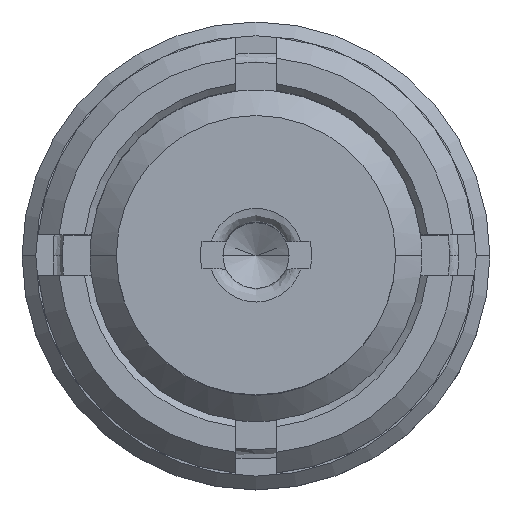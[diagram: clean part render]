
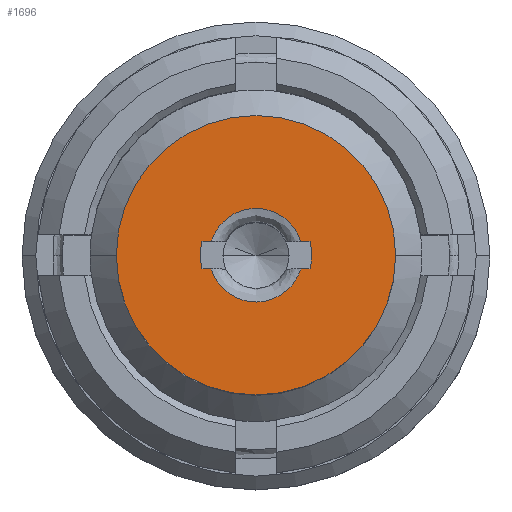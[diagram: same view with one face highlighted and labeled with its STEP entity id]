
A CAD part, top view. The second image highlights one B-rep face of the part: STEP entity #1696.
In plain terms, the highlighted planar face has unit normal (0, 0, 1).
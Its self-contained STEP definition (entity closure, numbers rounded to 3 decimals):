
#22 = CARTESIAN_POINT ( 'NONE',  ( -0.205, -0.491, -0.025 ) ) ;
#273 = VERTEX_POINT ( 'NONE', #751 ) ;
#359 = ORIENTED_EDGE ( 'NONE', *, *, #5406, .T. ) ;
#388 = CARTESIAN_POINT ( 'NONE',  ( 1.015, 0., -0.025 ) ) ;
#509 = CARTESIAN_POINT ( 'NONE',  ( -0.405, -0.1, -0.025 ) ) ;
#521 = DIRECTION ( 'NONE',  ( 1., 0., 0. ) ) ;
#536 = ORIENTED_EDGE ( 'NONE', *, *, #4043, .F. ) ;
#617 = CARTESIAN_POINT ( 'NONE',  ( 0., 0., -0.025 ) ) ;
#671 = DIRECTION ( 'NONE',  ( -1., 0., 0. ) ) ;
#743 = CARTESIAN_POINT ( 'NONE',  ( -1.015, 0., -0.025 ) ) ;
#751 = CARTESIAN_POINT ( 'NONE',  ( 0.325, 0.1, -0.025 ) ) ;
#766 = AXIS2_PLACEMENT_3D ( 'NONE', #617, #1493, #521 ) ;
#875 = EDGE_CURVE ( 'NONE', #945, #5845, #2171, .T. ) ;
#945 = VERTEX_POINT ( 'NONE', #6352 ) ;
#1034 = ORIENTED_EDGE ( 'NONE', *, *, #6417, .F. ) ;
#1244 = DIRECTION ( 'NONE',  ( 1., 0., 0. ) ) ;
#1262 = DIRECTION ( 'NONE',  ( 0., 0., -1. ) ) ;
#1269 = CARTESIAN_POINT ( 'NONE',  ( 0., 0., -0.025 ) ) ;
#1305 = CARTESIAN_POINT ( 'NONE',  ( 0., 0., -0.025 ) ) ;
#1309 = DIRECTION ( 'NONE',  ( 0., 0., -1. ) ) ;
#1315 = DIRECTION ( 'NONE',  ( 1., 0., 0. ) ) ;
#1381 = EDGE_CURVE ( 'NONE', #2813, #4638, #4668, .T. ) ;
#1493 = DIRECTION ( 'NONE',  ( 0., 0., -1. ) ) ;
#1661 = DIRECTION ( 'NONE',  ( 0., 0., -1. ) ) ;
#1696 = ADVANCED_FACE ( 'NONE', ( #5524, #3098 ), #3375, .F. ) ;
#1863 = ORIENTED_EDGE ( 'NONE', *, *, #2267, .T. ) ;
#1960 = AXIS2_PLACEMENT_3D ( 'NONE', #4886, #1661, #4895 ) ;
#2138 = CARTESIAN_POINT ( 'NONE',  ( -0.325, 0.1, -0.025 ) ) ;
#2171 = LINE ( 'NONE', #5446, #3873 ) ;
#2267 = EDGE_CURVE ( 'NONE', #273, #2914, #4559, .T. ) ;
#2355 = EDGE_CURVE ( 'NONE', #3455, #945, #4741, .T. ) ;
#2564 = CARTESIAN_POINT ( 'NONE',  ( -0.325, -0.1, -0.025 ) ) ;
#2597 = CARTESIAN_POINT ( 'NONE',  ( 0., -0.1, -0.025 ) ) ;
#2662 = LINE ( 'NONE', #2597, #2887 ) ;
#2671 = ORIENTED_EDGE ( 'NONE', *, *, #5882, .T. ) ;
#2697 = AXIS2_PLACEMENT_3D ( 'NONE', #3928, #3333, #2946 ) ;
#2784 = EDGE_LOOP ( 'NONE', ( #1034, #2671, #4208, #2850, #5781, #1863, #359, #5494, #4084 ) ) ;
#2813 = VERTEX_POINT ( 'NONE', #3574 ) ;
#2850 = ORIENTED_EDGE ( 'NONE', *, *, #875, .T. ) ;
#2887 = VECTOR ( 'NONE', #3141, 1000. ) ;
#2914 = VERTEX_POINT ( 'NONE', #3109 ) ;
#2946 = DIRECTION ( 'NONE',  ( 1., 0., 0. ) ) ;
#3091 =( BOUNDED_CURVE ( )  B_SPLINE_CURVE ( 3, ( #4334, #22, #6161, #5595 ),
 .UNSPECIFIED., .F., .F. ) 
 B_SPLINE_CURVE_WITH_KNOTS ( ( 4, 4 ),
 ( 0., 1. ),
 .UNSPECIFIED. ) 
 CURVE ( )  GEOMETRIC_REPRESENTATION_ITEM ( )  RATIONAL_B_SPLINE_CURVE ( ( 1., 0.529, 0.529, 1. ) ) 
 REPRESENTATION_ITEM ( '' )  );
#3098 = FACE_BOUND ( 'NONE', #2784, .T. ) ;
#3109 = CARTESIAN_POINT ( 'NONE',  ( 0.392, 0.1, -0.025 ) ) ;
#3137 = EDGE_CURVE ( 'NONE', #4493, #5490, #3368, .T. ) ;
#3141 = DIRECTION ( 'NONE',  ( 1., 0., 0. ) ) ;
#3333 = DIRECTION ( 'NONE',  ( 0., 0., -1. ) ) ;
#3368 = CIRCLE ( 'NONE', #4086, 1.015 ) ;
#3375 = PLANE ( 'NONE',  #4478 ) ;
#3420 = CARTESIAN_POINT ( 'NONE',  ( 0., 0.24, -0.025 ) ) ;
#3455 = VERTEX_POINT ( 'NONE', #4982 ) ;
#3470 = DIRECTION ( 'NONE',  ( 0., 0., -1. ) ) ;
#3487 = DIRECTION ( 'NONE',  ( -1., 0., 0. ) ) ;
#3574 = CARTESIAN_POINT ( 'NONE',  ( 0.405, 0., -0.025 ) ) ;
#3716 = VECTOR ( 'NONE', #5922, 1000. ) ;
#3793 =( BOUNDED_CURVE ( )  B_SPLINE_CURVE ( 3, ( #5263, #5241, #5449, #5467 ),
 .UNSPECIFIED., .F., .F. ) 
 B_SPLINE_CURVE_WITH_KNOTS ( ( 4, 4 ),
 ( 0., 1. ),
 .UNSPECIFIED. ) 
 CURVE ( )  GEOMETRIC_REPRESENTATION_ITEM ( )  RATIONAL_B_SPLINE_CURVE ( ( 1., 0.529, 0.529, 1. ) ) 
 REPRESENTATION_ITEM ( '' )  );
#3873 = VECTOR ( 'NONE', #5453, 1000. ) ;
#3928 = CARTESIAN_POINT ( 'NONE',  ( 0., 0., -0.025 ) ) ;
#4043 = EDGE_CURVE ( 'NONE', #5490, #4493, #5691, .T. ) ;
#4084 = ORIENTED_EDGE ( 'NONE', *, *, #6538, .F. ) ;
#4086 = AXIS2_PLACEMENT_3D ( 'NONE', #1269, #1262, #1244 ) ;
#4148 = CARTESIAN_POINT ( 'NONE',  ( 0.325, -0.1, -0.025 ) ) ;
#4208 = ORIENTED_EDGE ( 'NONE', *, *, #2355, .T. ) ;
#4261 = LINE ( 'NONE', #509, #4433 ) ;
#4334 = CARTESIAN_POINT ( 'NONE',  ( -0.325, -0.1, -0.025 ) ) ;
#4346 = CIRCLE ( 'NONE', #766, 0.405 ) ;
#4433 = VECTOR ( 'NONE', #671, 1000. ) ;
#4478 = AXIS2_PLACEMENT_3D ( 'NONE', #3420, #3470, #3487 ) ;
#4493 = VERTEX_POINT ( 'NONE', #388 ) ;
#4559 = LINE ( 'NONE', #5888, #3716 ) ;
#4638 = VERTEX_POINT ( 'NONE', #5793 ) ;
#4668 = CIRCLE ( 'NONE', #5590, 0.405 ) ;
#4741 = CIRCLE ( 'NONE', #2697, 0.405 ) ;
#4800 = ORIENTED_EDGE ( 'NONE', *, *, #3137, .F. ) ;
#4886 = CARTESIAN_POINT ( 'NONE',  ( 0., 0., -0.025 ) ) ;
#4895 = DIRECTION ( 'NONE',  ( 1., 0., 0. ) ) ;
#4913 = EDGE_LOOP ( 'NONE', ( #4800, #536 ) ) ;
#4982 = CARTESIAN_POINT ( 'NONE',  ( -0.392, -0.1, -0.025 ) ) ;
#5176 = VERTEX_POINT ( 'NONE', #2564 ) ;
#5241 = CARTESIAN_POINT ( 'NONE',  ( 0.205, 0.491, -0.025 ) ) ;
#5263 = CARTESIAN_POINT ( 'NONE',  ( 0.325, 0.1, -0.025 ) ) ;
#5406 = EDGE_CURVE ( 'NONE', #2914, #2813, #4346, .T. ) ;
#5446 = CARTESIAN_POINT ( 'NONE',  ( -0.405, 0.1, -0.025 ) ) ;
#5449 = CARTESIAN_POINT ( 'NONE',  ( -0.205, 0.491, -0.025 ) ) ;
#5453 = DIRECTION ( 'NONE',  ( 1., 0., 0. ) ) ;
#5467 = CARTESIAN_POINT ( 'NONE',  ( -0.325, 0.1, -0.025 ) ) ;
#5490 = VERTEX_POINT ( 'NONE', #743 ) ;
#5494 = ORIENTED_EDGE ( 'NONE', *, *, #1381, .T. ) ;
#5514 = VERTEX_POINT ( 'NONE', #4148 ) ;
#5524 = FACE_OUTER_BOUND ( 'NONE', #4913, .T. ) ;
#5590 = AXIS2_PLACEMENT_3D ( 'NONE', #1305, #1309, #1315 ) ;
#5595 = CARTESIAN_POINT ( 'NONE',  ( 0.325, -0.1, -0.025 ) ) ;
#5691 = CIRCLE ( 'NONE', #1960, 1.015 ) ;
#5781 = ORIENTED_EDGE ( 'NONE', *, *, #6284, .F. ) ;
#5793 = CARTESIAN_POINT ( 'NONE',  ( 0.392, -0.1, -0.025 ) ) ;
#5845 = VERTEX_POINT ( 'NONE', #2138 ) ;
#5882 = EDGE_CURVE ( 'NONE', #5176, #3455, #4261, .T. ) ;
#5888 = CARTESIAN_POINT ( 'NONE',  ( -0.405, 0.1, -0.025 ) ) ;
#5922 = DIRECTION ( 'NONE',  ( 1., 0., 0. ) ) ;
#6161 = CARTESIAN_POINT ( 'NONE',  ( 0.205, -0.491, -0.025 ) ) ;
#6284 = EDGE_CURVE ( 'NONE', #273, #5845, #3793, .T. ) ;
#6352 = CARTESIAN_POINT ( 'NONE',  ( -0.392, 0.1, -0.025 ) ) ;
#6417 = EDGE_CURVE ( 'NONE', #5176, #5514, #3091, .T. ) ;
#6538 = EDGE_CURVE ( 'NONE', #5514, #4638, #2662, .T. ) ;
